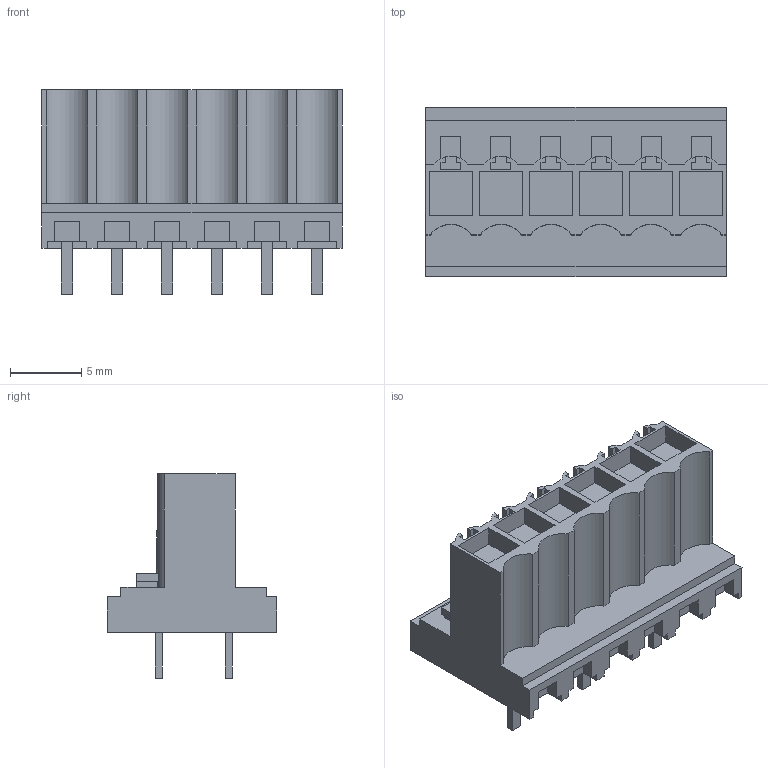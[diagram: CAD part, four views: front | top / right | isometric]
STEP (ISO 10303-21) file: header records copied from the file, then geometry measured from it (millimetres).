
FILE_DESCRIPTION(('CATIA V5 STEP Exchange','CAx-IF Rec.Pracs.--- Model Styling and Organization---1.2---2011-12-15'),'2;1');
FILE_NAME ('D1464005_0_4309590000_4309590000.stp','2017-04-29T07:27:34+00:00',('none'),('Weidmueller'),'CATIA Version 5-6 Release 2014','CATIA V5 STEP AP214','none');
FILE_SCHEMA(('AUTOMOTIVE_DESIGN { 1 0 10303 214 1 1 1 1 }'));
Length unit declared in the file: millimetre
Products named in the file (1): 4309590000
Bounding box: 21 x 11.85 x 14.3 mm (x, y, z)
Volume: 1361.1 mm3; surface area: 1510.9 mm2
Topology: 7 solids, 7 shells, 296 faces, 858 edges, 582 vertices
Faces by surface type: plane 284, cylinder 12
Entity records: 9069 total; most frequent: ORIENTED_EDGE 1716, CARTESIAN_POINT 1630, DIRECTION 1236, EDGE_CURVE 858, VECTOR 798, LINE 798, VERTEX_POINT 582, EDGE_LOOP 302
